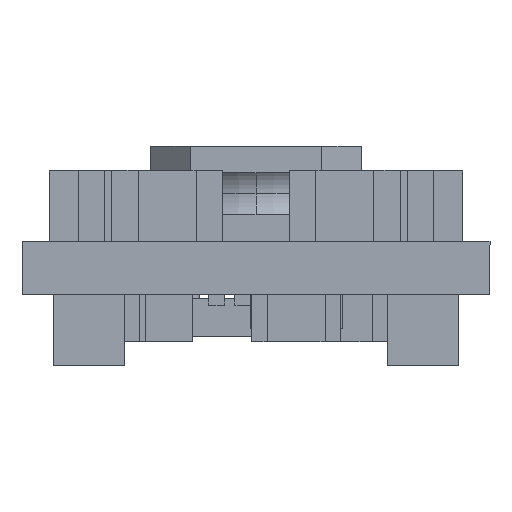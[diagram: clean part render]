
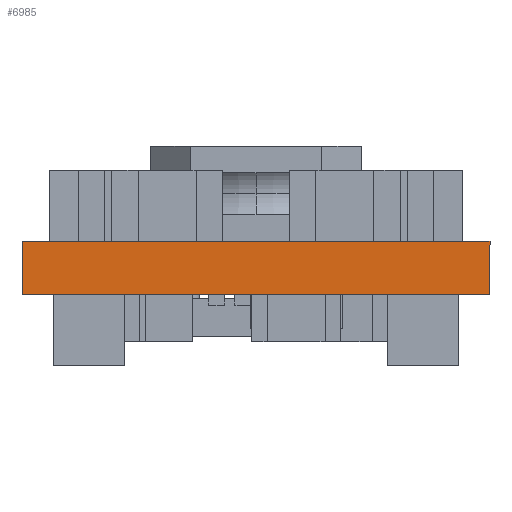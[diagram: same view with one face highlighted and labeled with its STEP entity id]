
A CAD part, front view. The second image highlights one B-rep face of the part: STEP entity #6985.
In plain terms, the highlighted planar face has unit normal (0, -1, 0).
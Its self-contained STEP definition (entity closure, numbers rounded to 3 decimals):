
#1260 = LINE ( 'NONE', #32254, #8068 ) ;
#1506 = ORIENTED_EDGE ( 'NONE', *, *, #22428, .F. ) ;
#3763 = VERTEX_POINT ( 'NONE', #28156 ) ;
#4167 = EDGE_LOOP ( 'NONE', ( #34881, #1506, #23593, #20412 ) ) ;
#6985 = ADVANCED_FACE ( 'NONE', ( #27368 ), #30893, .F. ) ;
#8068 = VECTOR ( 'NONE', #35894, 1000. ) ;
#9441 = CARTESIAN_POINT ( 'NONE',  ( 8.89, 0., 1.016 ) ) ;
#9463 = CARTESIAN_POINT ( 'NONE',  ( 8.89, 0., 0. ) ) ;
#10825 = CARTESIAN_POINT ( 'NONE',  ( 8.89, 0., 1.016 ) ) ;
#14355 = CARTESIAN_POINT ( 'NONE',  ( 8.89, 0., 0. ) ) ;
#14481 = CARTESIAN_POINT ( 'NONE',  ( 0., 0., 1.016 ) ) ;
#14558 = VERTEX_POINT ( 'NONE', #14481 ) ;
#15558 = LINE ( 'NONE', #27543, #36802 ) ;
#17775 = LINE ( 'NONE', #23567, #22870 ) ;
#18640 = DIRECTION ( 'NONE',  ( -1., 0., 0. ) ) ;
#20260 = EDGE_CURVE ( 'NONE', #23688, #3763, #15558, .T. ) ;
#20412 = ORIENTED_EDGE ( 'NONE', *, *, #27219, .T. ) ;
#21341 = VERTEX_POINT ( 'NONE', #10825 ) ;
#22428 = EDGE_CURVE ( 'NONE', #3763, #14558, #1260, .T. ) ;
#22870 = VECTOR ( 'NONE', #33844, 1000. ) ;
#23567 = CARTESIAN_POINT ( 'NONE',  ( 8.89, 0., 0. ) ) ;
#23593 = ORIENTED_EDGE ( 'NONE', *, *, #20260, .F. ) ;
#23688 = VERTEX_POINT ( 'NONE', #9463 ) ;
#24164 = EDGE_CURVE ( 'NONE', #21341, #14558, #34961, .T. ) ;
#25134 = DIRECTION ( 'NONE',  ( -1., 0., 0. ) ) ;
#27199 = AXIS2_PLACEMENT_3D ( 'NONE', #14355, #33720, #27771 ) ;
#27219 = EDGE_CURVE ( 'NONE', #23688, #21341, #17775, .T. ) ;
#27368 = FACE_OUTER_BOUND ( 'NONE', #4167, .T. ) ;
#27543 = CARTESIAN_POINT ( 'NONE',  ( 8.89, 0., 0. ) ) ;
#27771 = DIRECTION ( 'NONE',  ( 0., 0., -1. ) ) ;
#28156 = CARTESIAN_POINT ( 'NONE',  ( 0., 0., 0. ) ) ;
#30893 = PLANE ( 'NONE',  #27199 ) ;
#32254 = CARTESIAN_POINT ( 'NONE',  ( 0., 0., 0. ) ) ;
#33720 = DIRECTION ( 'NONE',  ( 0., 1., 0. ) ) ;
#33844 = DIRECTION ( 'NONE',  ( 0., 0., 1. ) ) ;
#34881 = ORIENTED_EDGE ( 'NONE', *, *, #24164, .T. ) ;
#34961 = LINE ( 'NONE', #9441, #36003 ) ;
#35894 = DIRECTION ( 'NONE',  ( 0., 0., 1. ) ) ;
#36003 = VECTOR ( 'NONE', #25134, 1000. ) ;
#36802 = VECTOR ( 'NONE', #18640, 1000. ) ;
